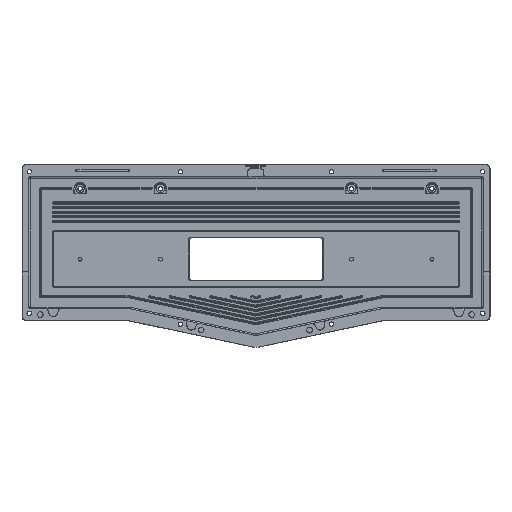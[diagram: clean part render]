
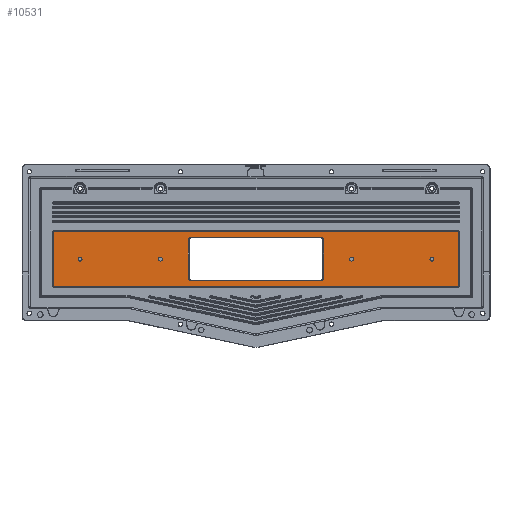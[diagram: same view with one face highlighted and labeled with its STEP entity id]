
A CAD part, top view. The second image highlights one B-rep face of the part: STEP entity #10531.
In plain terms, the highlighted planar face has unit normal (0, 0, 1).
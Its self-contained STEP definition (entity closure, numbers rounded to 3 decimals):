
#240=FACE_BOUND('',#1987,.T.);
#241=FACE_BOUND('',#1988,.T.);
#242=FACE_BOUND('',#1989,.T.);
#243=FACE_BOUND('',#1990,.T.);
#244=FACE_BOUND('',#1991,.T.);
#548=PLANE('',#11638);
#1271=FACE_OUTER_BOUND('',#1986,.T.);
#1986=EDGE_LOOP('',(#9262,#9263,#9264,#9265,#9266,#9267,#9268,#9269));
#1987=EDGE_LOOP('',(#9270));
#1988=EDGE_LOOP('',(#9271));
#1989=EDGE_LOOP('',(#9272));
#1990=EDGE_LOOP('',(#9273));
#1991=EDGE_LOOP('',(#9274,#9275,#9276,#9277,#9278,#9279,#9280,#9281));
#2785=LINE('',#19446,#3583);
#2790=LINE('',#19458,#3588);
#2793=LINE('',#19466,#3591);
#2796=LINE('',#19474,#3594);
#2799=LINE('',#19487,#3597);
#2800=LINE('',#19491,#3598);
#2801=LINE('',#19495,#3599);
#2802=LINE('',#19498,#3600);
#3583=VECTOR('',#14347,10.);
#3588=VECTOR('',#14360,10.);
#3591=VECTOR('',#14369,10.);
#3594=VECTOR('',#14378,10.);
#3597=VECTOR('',#14395,10.);
#3598=VECTOR('',#14398,10.);
#3599=VECTOR('',#14401,10.);
#3600=VECTOR('',#14404,10.);
#4278=CIRCLE('',#11625,2.1);
#4279=CIRCLE('',#11628,2.1);
#4280=CIRCLE('',#11631,2.1);
#4282=CIRCLE('',#11635,2.1);
#4283=CIRCLE('',#11639,1.6);
#4284=CIRCLE('',#11640,1.6);
#4285=CIRCLE('',#11641,1.6);
#4286=CIRCLE('',#11642,1.6);
#4287=CIRCLE('',#11643,1.5);
#4288=CIRCLE('',#11644,1.5);
#4289=CIRCLE('',#11645,1.5);
#4290=CIRCLE('',#11646,1.5);
#5178=VERTEX_POINT('',#19443);
#5179=VERTEX_POINT('',#19445);
#5181=VERTEX_POINT('',#19452);
#5182=VERTEX_POINT('',#19456);
#5183=VERTEX_POINT('',#19460);
#5184=VERTEX_POINT('',#19464);
#5185=VERTEX_POINT('',#19468);
#5186=VERTEX_POINT('',#19472);
#5187=VERTEX_POINT('',#19483);
#5188=VERTEX_POINT('',#19484);
#5189=VERTEX_POINT('',#19486);
#5190=VERTEX_POINT('',#19488);
#5191=VERTEX_POINT('',#19490);
#5192=VERTEX_POINT('',#19492);
#5193=VERTEX_POINT('',#19494);
#5194=VERTEX_POINT('',#19496);
#5195=VERTEX_POINT('',#19499);
#5196=VERTEX_POINT('',#19501);
#5197=VERTEX_POINT('',#19503);
#5198=VERTEX_POINT('',#19505);
#6564=EDGE_CURVE('',#5178,#5179,#2785,.T.);
#6569=EDGE_CURVE('',#5181,#5178,#4278,.T.);
#6571=EDGE_CURVE('',#5182,#5181,#2790,.T.);
#6573=EDGE_CURVE('',#5183,#5182,#4279,.T.);
#6575=EDGE_CURVE('',#5184,#5183,#2793,.T.);
#6577=EDGE_CURVE('',#5185,#5184,#4280,.T.);
#6579=EDGE_CURVE('',#5186,#5185,#2796,.T.);
#6581=EDGE_CURVE('',#5179,#5186,#4282,.T.);
#6584=EDGE_CURVE('',#5187,#5188,#4283,.T.);
#6585=EDGE_CURVE('',#5189,#5188,#2799,.T.);
#6586=EDGE_CURVE('',#5189,#5190,#4284,.T.);
#6587=EDGE_CURVE('',#5191,#5190,#2800,.T.);
#6588=EDGE_CURVE('',#5191,#5192,#4285,.T.);
#6589=EDGE_CURVE('',#5193,#5192,#2801,.T.);
#6590=EDGE_CURVE('',#5193,#5194,#4286,.T.);
#6591=EDGE_CURVE('',#5187,#5194,#2802,.T.);
#6592=EDGE_CURVE('',#5195,#5195,#4287,.T.);
#6593=EDGE_CURVE('',#5196,#5196,#4288,.T.);
#6594=EDGE_CURVE('',#5197,#5197,#4289,.T.);
#6595=EDGE_CURVE('',#5198,#5198,#4290,.T.);
#9262=ORIENTED_EDGE('',*,*,#6584,.T.);
#9263=ORIENTED_EDGE('',*,*,#6585,.F.);
#9264=ORIENTED_EDGE('',*,*,#6586,.T.);
#9265=ORIENTED_EDGE('',*,*,#6587,.F.);
#9266=ORIENTED_EDGE('',*,*,#6588,.T.);
#9267=ORIENTED_EDGE('',*,*,#6589,.F.);
#9268=ORIENTED_EDGE('',*,*,#6590,.T.);
#9269=ORIENTED_EDGE('',*,*,#6591,.F.);
#9270=ORIENTED_EDGE('',*,*,#6592,.T.);
#9271=ORIENTED_EDGE('',*,*,#6593,.T.);
#9272=ORIENTED_EDGE('',*,*,#6594,.T.);
#9273=ORIENTED_EDGE('',*,*,#6595,.T.);
#9274=ORIENTED_EDGE('',*,*,#6564,.F.);
#9275=ORIENTED_EDGE('',*,*,#6569,.F.);
#9276=ORIENTED_EDGE('',*,*,#6571,.F.);
#9277=ORIENTED_EDGE('',*,*,#6573,.F.);
#9278=ORIENTED_EDGE('',*,*,#6575,.F.);
#9279=ORIENTED_EDGE('',*,*,#6577,.F.);
#9280=ORIENTED_EDGE('',*,*,#6579,.F.);
#9281=ORIENTED_EDGE('',*,*,#6581,.F.);
#10531=ADVANCED_FACE('',(#1271,#240,#241,#242,#243,#244),#548,.F.);
#11625=AXIS2_PLACEMENT_3D('',#19454,#14355,#14356);
#11628=AXIS2_PLACEMENT_3D('',#19462,#14364,#14365);
#11631=AXIS2_PLACEMENT_3D('',#19470,#14373,#14374);
#11635=AXIS2_PLACEMENT_3D('',#19477,#14383,#14384);
#11638=AXIS2_PLACEMENT_3D('',#19482,#14391,#14392);
#11639=AXIS2_PLACEMENT_3D('',#19485,#14393,#14394);
#11640=AXIS2_PLACEMENT_3D('',#19489,#14396,#14397);
#11641=AXIS2_PLACEMENT_3D('',#19493,#14399,#14400);
#11642=AXIS2_PLACEMENT_3D('',#19497,#14402,#14403);
#11643=AXIS2_PLACEMENT_3D('',#19500,#14405,#14406);
#11644=AXIS2_PLACEMENT_3D('',#19502,#14407,#14408);
#11645=AXIS2_PLACEMENT_3D('',#19504,#14409,#14410);
#11646=AXIS2_PLACEMENT_3D('',#19506,#14411,#14412);
#14347=DIRECTION('',(-1.,0.,0.));
#14355=DIRECTION('center_axis',(0.,0.,1.));
#14356=DIRECTION('ref_axis',(0.707,0.707,0.));
#14360=DIRECTION('',(0.,1.,0.));
#14364=DIRECTION('center_axis',(0.,0.,1.));
#14365=DIRECTION('ref_axis',(0.707,-0.707,0.));
#14369=DIRECTION('',(1.,0.,0.));
#14373=DIRECTION('center_axis',(0.,0.,1.));
#14374=DIRECTION('ref_axis',(-0.707,-0.707,0.));
#14378=DIRECTION('',(0.,-1.,0.));
#14383=DIRECTION('center_axis',(0.,0.,1.));
#14384=DIRECTION('ref_axis',(-0.707,0.707,0.));
#14391=DIRECTION('center_axis',(0.,0.,-1.));
#14392=DIRECTION('ref_axis',(-1.,0.,0.));
#14393=DIRECTION('center_axis',(0.,0.,1.));
#14394=DIRECTION('ref_axis',(0.707,-0.707,0.));
#14395=DIRECTION('',(0.,-1.,0.));
#14396=DIRECTION('center_axis',(0.,0.,1.));
#14397=DIRECTION('ref_axis',(0.707,0.707,0.));
#14398=DIRECTION('',(1.,0.,0.));
#14399=DIRECTION('center_axis',(0.,0.,1.));
#14400=DIRECTION('ref_axis',(-0.707,0.707,0.));
#14401=DIRECTION('',(0.,1.,0.));
#14402=DIRECTION('center_axis',(0.,0.,1.));
#14403=DIRECTION('ref_axis',(-0.707,-0.707,0.));
#14404=DIRECTION('',(-1.,0.,0.));
#14405=DIRECTION('center_axis',(0.,0.,-1.));
#14406=DIRECTION('ref_axis',(-1.,0.,0.));
#14407=DIRECTION('center_axis',(0.,0.,-1.));
#14408=DIRECTION('ref_axis',(-1.,0.,0.));
#14409=DIRECTION('center_axis',(0.,0.,-1.));
#14410=DIRECTION('ref_axis',(-1.,0.,0.));
#14411=DIRECTION('center_axis',(0.,0.,-1.));
#14412=DIRECTION('ref_axis',(-1.,0.,0.));
#19443=CARTESIAN_POINT('',(48.574,73.272,39.7));
#19445=CARTESIAN_POINT('',(-48.226,73.272,39.7));
#19446=CARTESIAN_POINT('',(-24.826,73.272,39.7));
#19452=CARTESIAN_POINT('',(50.674,71.172,39.7));
#19454=CARTESIAN_POINT('Origin',(48.574,71.172,39.7));
#19456=CARTESIAN_POINT('',(50.674,42.663,39.7));
#19458=CARTESIAN_POINT('',(50.674,64.845,39.7));
#19460=CARTESIAN_POINT('',(48.574,40.563,39.7));
#19462=CARTESIAN_POINT('Origin',(48.574,42.663,39.7));
#19464=CARTESIAN_POINT('',(-48.226,40.563,39.7));
#19466=CARTESIAN_POINT('',(25.174,40.563,39.7));
#19468=CARTESIAN_POINT('',(-50.326,42.663,39.7));
#19470=CARTESIAN_POINT('Origin',(-48.226,42.663,39.7));
#19472=CARTESIAN_POINT('',(-50.326,71.172,39.7));
#19474=CARTESIAN_POINT('',(-50.326,48.99,39.7));
#19477=CARTESIAN_POINT('Origin',(-48.226,71.172,39.7));
#19482=CARTESIAN_POINT('Origin',(0.174,56.917,39.7));
#19483=CARTESIAN_POINT('',(150.024,36.063,39.7));
#19484=CARTESIAN_POINT('',(151.624,37.663,39.7));
#19485=CARTESIAN_POINT('Origin',(150.024,37.663,39.7));
#19486=CARTESIAN_POINT('',(151.624,76.172,39.7));
#19487=CARTESIAN_POINT('',(151.624,77.772,39.7));
#19488=CARTESIAN_POINT('',(150.024,77.772,39.7));
#19489=CARTESIAN_POINT('Origin',(150.024,76.172,39.7));
#19490=CARTESIAN_POINT('',(-149.675,77.772,39.7));
#19491=CARTESIAN_POINT('',(-151.275,77.772,39.7));
#19492=CARTESIAN_POINT('',(-151.275,76.172,39.7));
#19493=CARTESIAN_POINT('Origin',(-149.675,76.172,39.7));
#19494=CARTESIAN_POINT('',(-151.275,37.663,39.7));
#19495=CARTESIAN_POINT('',(-151.275,36.063,39.7));
#19496=CARTESIAN_POINT('',(-149.675,36.063,39.7));
#19497=CARTESIAN_POINT('Origin',(-149.675,37.663,39.7));
#19498=CARTESIAN_POINT('',(151.624,36.063,39.7));
#19499=CARTESIAN_POINT('',(133.024,56.917,39.7));
#19500=CARTESIAN_POINT('Origin',(131.524,56.917,39.7));
#19501=CARTESIAN_POINT('',(-129.675,56.917,39.7));
#19502=CARTESIAN_POINT('Origin',(-131.175,56.917,39.7));
#19503=CARTESIAN_POINT('',(73.024,56.917,39.7));
#19504=CARTESIAN_POINT('Origin',(71.524,56.917,39.7));
#19505=CARTESIAN_POINT('',(-69.675,56.917,39.7));
#19506=CARTESIAN_POINT('Origin',(-71.175,56.917,39.7));
